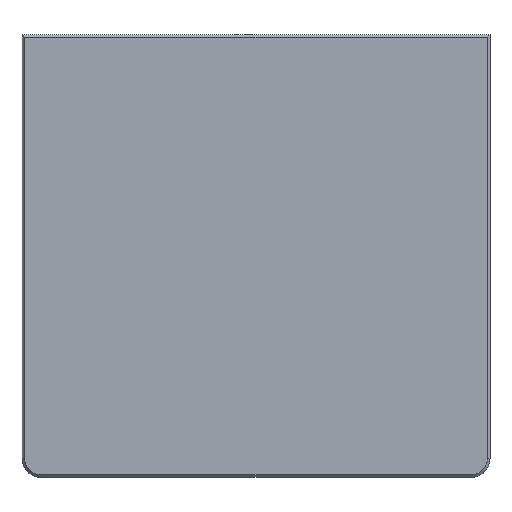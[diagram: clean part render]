
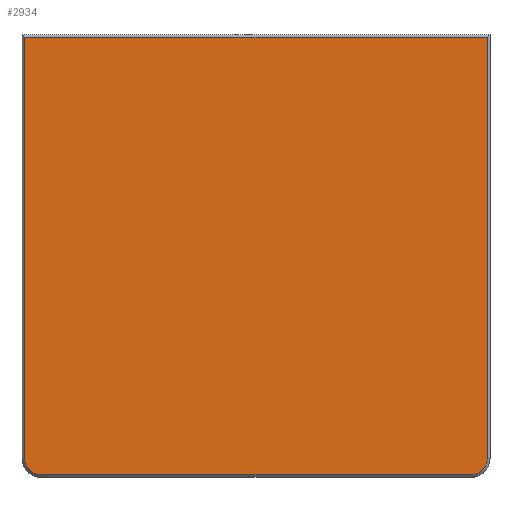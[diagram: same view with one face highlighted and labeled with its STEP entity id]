
A CAD part, top view. The second image highlights one B-rep face of the part: STEP entity #2934.
In plain terms, the highlighted planar face has unit normal (0, 0, 1).
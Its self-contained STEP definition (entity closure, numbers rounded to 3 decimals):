
#124=CIRCLE('',#3128,2.6);
#126=CIRCLE('',#3132,2.6);
#277=FACE_OUTER_BOUND('',#449,.T.);
#449=EDGE_LOOP('',(#1992,#1993,#1994,#1995,#1996,#1997));
#650=LINE('',#4363,#948);
#653=LINE('',#4369,#951);
#657=LINE('',#4381,#955);
#660=LINE('',#4390,#958);
#948=VECTOR('',#3442,10.);
#951=VECTOR('',#3447,10.);
#955=VECTOR('',#3459,10.);
#958=VECTOR('',#3470,10.);
#1246=VERTEX_POINT('',#4360);
#1247=VERTEX_POINT('',#4362);
#1249=VERTEX_POINT('',#4368);
#1251=VERTEX_POINT('',#4373);
#1253=VERTEX_POINT('',#4379);
#1255=VERTEX_POINT('',#4385);
#1526=EDGE_CURVE('',#1246,#1247,#650,.T.);
#1529=EDGE_CURVE('',#1247,#1249,#653,.T.);
#1532=EDGE_CURVE('',#1251,#1246,#124,.T.);
#1535=EDGE_CURVE('',#1253,#1251,#657,.T.);
#1538=EDGE_CURVE('',#1255,#1253,#126,.T.);
#1540=EDGE_CURVE('',#1249,#1255,#660,.T.);
#1992=ORIENTED_EDGE('',*,*,#1526,.F.);
#1993=ORIENTED_EDGE('',*,*,#1532,.F.);
#1994=ORIENTED_EDGE('',*,*,#1535,.F.);
#1995=ORIENTED_EDGE('',*,*,#1538,.F.);
#1996=ORIENTED_EDGE('',*,*,#1540,.F.);
#1997=ORIENTED_EDGE('',*,*,#1529,.F.);
#2826=PLANE('',#3139);
#2934=ADVANCED_FACE('',(#277),#2826,.T.);
#3128=AXIS2_PLACEMENT_3D('',#4375,#3452,#3453);
#3132=AXIS2_PLACEMENT_3D('',#4387,#3464,#3465);
#3139=AXIS2_PLACEMENT_3D('',#4406,#3486,#3487);
#3442=DIRECTION('',(0.,1.,0.));
#3447=DIRECTION('',(1.,0.,0.));
#3452=DIRECTION('center_axis',(0.,0.,-1.));
#3453=DIRECTION('ref_axis',(-1.,0.,0.));
#3459=DIRECTION('',(-1.,0.,0.));
#3464=DIRECTION('center_axis',(0.,0.,-1.));
#3465=DIRECTION('ref_axis',(0.,-1.,0.));
#3470=DIRECTION('',(0.,-1.,0.));
#3486=DIRECTION('center_axis',(0.,0.,1.));
#3487=DIRECTION('ref_axis',(-1.,0.,0.));
#4360=CARTESIAN_POINT('',(-136.6,70.,43.));
#4362=CARTESIAN_POINT('',(-136.6,136.6,43.));
#4363=CARTESIAN_POINT('',(-136.6,119.5,43.));
#4368=CARTESIAN_POINT('',(-63.4,136.6,43.));
#4369=CARTESIAN_POINT('',(-81.5,136.6,43.));
#4373=CARTESIAN_POINT('',(-134.,67.4,43.));
#4375=CARTESIAN_POINT('Origin',(-134.,70.,43.));
#4379=CARTESIAN_POINT('',(-66.,67.4,43.));
#4381=CARTESIAN_POINT('',(-117.,67.4,43.));
#4385=CARTESIAN_POINT('',(-63.4,70.,43.));
#4387=CARTESIAN_POINT('Origin',(-66.,70.,43.));
#4390=CARTESIAN_POINT('',(-63.4,86.,43.));
#4406=CARTESIAN_POINT('Origin',(-100.,102.,43.));
